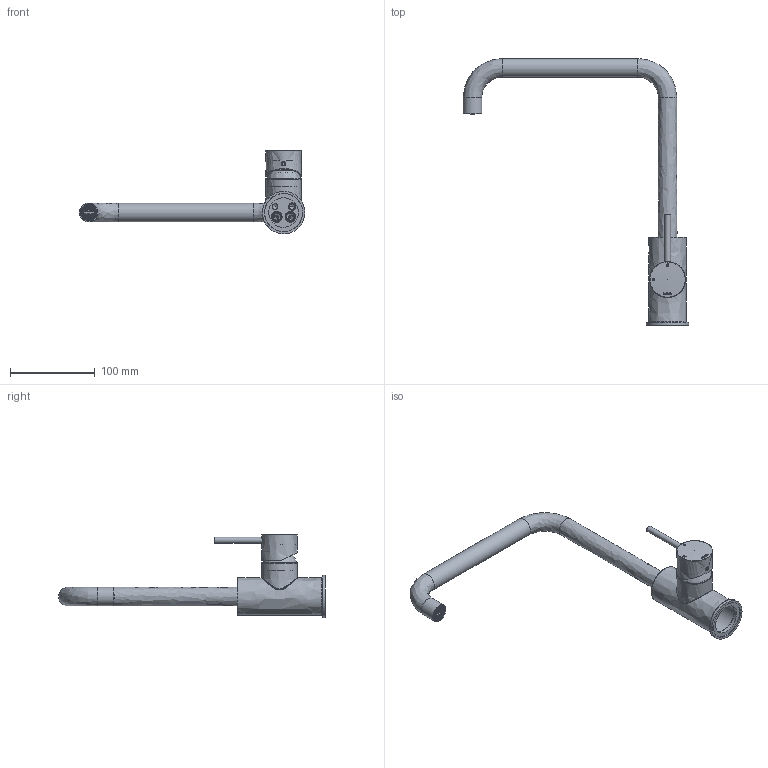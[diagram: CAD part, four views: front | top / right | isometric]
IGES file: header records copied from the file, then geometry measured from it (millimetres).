
Start section: C
Global section: file name: CB041-00.igs; native system: By Siemens PLM Incorporated; preprocessor: XPlus GENERIC/IGES 26.1.183; author: Author; organization: Title; date: 20250331.122638; units: millimetre
Bounding box: 265.98 x 314.68 x 98.39 mm (x, y, z)
Volume: 180531.7 mm3; surface area: 111826 mm2
Topology: 9 solids, 155 shells, 1093 faces, 2268 edges, 1523 vertices
Faces by surface type: bspline 1093
